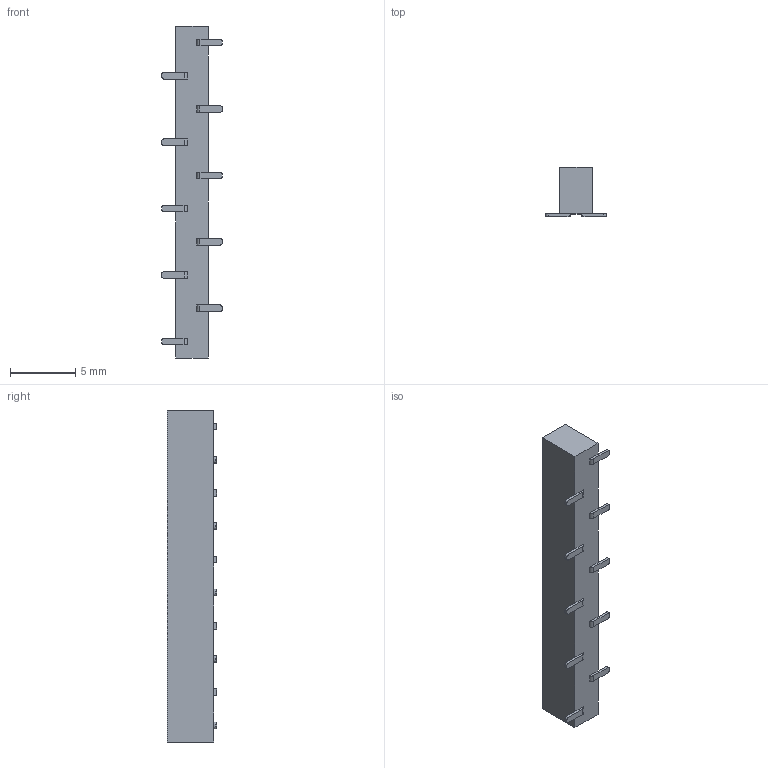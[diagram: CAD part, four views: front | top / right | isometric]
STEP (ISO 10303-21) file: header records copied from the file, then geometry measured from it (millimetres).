
FILE_DESCRIPTION( ('This file contains a STEP AP42 implementation' ,'as created by ZW3D STEP Interface translator.') ,'2;1' );
FILE_NAME( '2135-1XXMXXCUNX1.stp' ,'23 420. 9 110', (''), ('ZWCAD Software Co.'), 'Version 1.0', 'ZW3D to STEP translator', '' );
FILE_SCHEMA(('AUTOMOTIVE_DESIGN { 1 0 10303 214 1 1 1 1 }'));
Length unit declared in the file: millimetre
Products named in the file (2): 0; 2135-120MXXCUNX1
Bounding box: 4.66 x 3.75 x 25.4 mm (x, y, z)
Volume: 183.6 mm3; surface area: 635 mm2
Topology: 1 solids, 1 shells, 726 faces, 2056 edges, 1352 vertices
Faces by surface type: plane 456, cylinder 180, bspline 90
Entity records: 32474 total; most frequent: CARTESIAN_POINT 17315, ORIENTED_EDGE 4112, EDGE_CURVE 2056, B_SPLINE_CURVE_WITH_KNOTS 2034, VERTEX_POINT 1352, DIRECTION 1296, EDGE_LOOP 746, FACE_OUTER_BOUND 726
